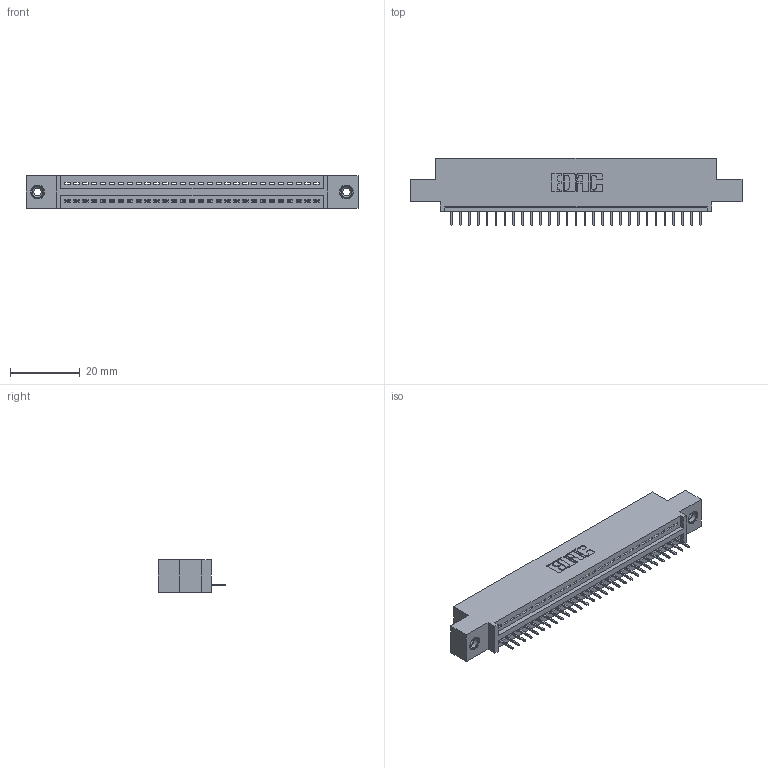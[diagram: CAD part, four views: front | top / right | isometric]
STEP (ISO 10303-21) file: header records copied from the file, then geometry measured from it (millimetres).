
FILE_DESCRIPTION (( 'STEP AP203' ), '1' );
FILE_NAME ('345-029-524-408.STEP', '2019-10-07T07:30:42', ( '' ), ( '' ), 'SwSTEP 2.0', 'SolidWorks 2016', '' );
FILE_SCHEMA (( 'CONFIG_CONTROL_DESIGN' ));
Length unit declared in the file: inch
Products named in the file (4): 345-250-001_345-250-003-102; 345-292-001_345-293-124; 345-029-524-408; 345 Part_0.110 Offset - 0.156 Dia-TI
Assembly tree (32 placements, depth 2):
  345-029-524-408
    345 Part_0.110 Offset - 0.156 Dia-TI
    345-292-001_345-293-124  x29
    345-250-001_345-250-003-102  x2
Bounding box: 94.87 x 19.35 x 9.4 mm (x, y, z)
Volume: 8709.8 mm3; surface area: 11132.6 mm2
Topology: 32 solids, 32 shells, 1988 faces, 5709 edges, 3682 vertices
Faces by surface type: plane 1450, cylinder 522, cone 12, torus 4
Entity records: 24968 total; most frequent: CARTESIAN_POINT 4306, ORIENTED_EDGE 4262, DIRECTION 3807, EDGE_CURVE 2131, VECTOR 1867, LINE 1867, VERTEX_POINT 1412, AXIS2_PLACEMENT_3D 970
